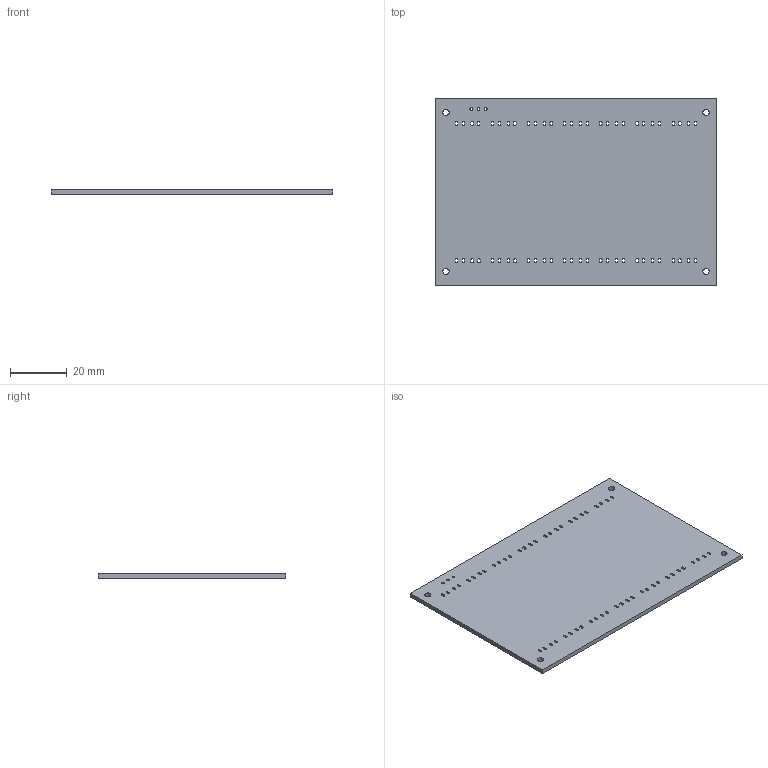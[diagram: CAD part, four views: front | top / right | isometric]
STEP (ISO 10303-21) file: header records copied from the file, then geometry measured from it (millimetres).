
FILE_DESCRIPTION(('KiCad electronic assembly'),'2;1');
FILE_NAME('Adafruit_NeoPixel_bar.step','2022-07-18T17:40:18',('Pcbnew'), ('Kicad'),'Open CASCADE STEP processor 7.5','KiCad to STEP converter', 'Unknown');
FILE_SCHEMA(('AUTOMOTIVE_DESIGN { 1 0 10303 214 1 1 1 1 }'));
Length unit declared in the file: millimetre
Products named in the file (2): Adafruit_NeoPixel_bar 1; Adafruit_NeoPixel_bar PCB
Assembly tree (1 placements, depth 2):
  Adafruit_NeoPixel_bar 1
    Adafruit_NeoPixel_bar PCB
Bounding box: 99.06 x 66.04 x 1.6 mm (x, y, z)
Volume: 10343.8 mm3; surface area: 13868 mm2
Topology: 1 solids, 1 shells, 237 faces, 705 edges, 470 vertices
Faces by surface type: cylinder 119, plane 118
Full cylindrical faces by diameter (mm): 1 x3, 2.2 x4
Entity records: 18195 total; most frequent: CARTESIAN_POINT 4252, DIRECTION 2593, LINE 1639, VECTOR 1639, ORIENTED_EDGE 1410, PCURVE 1410, DEFINITIONAL_REPRESENTATION 1410, EDGE_CURVE 705
